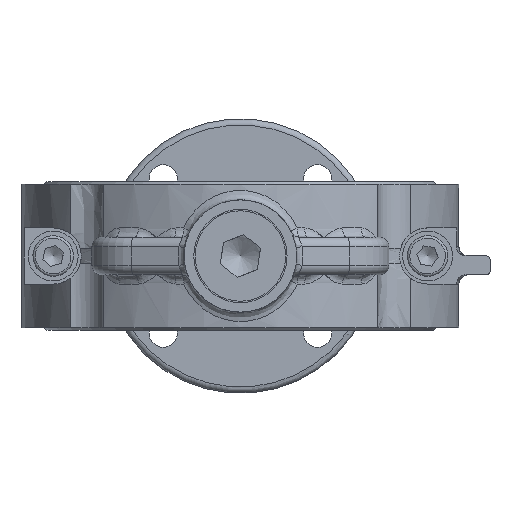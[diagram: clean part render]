
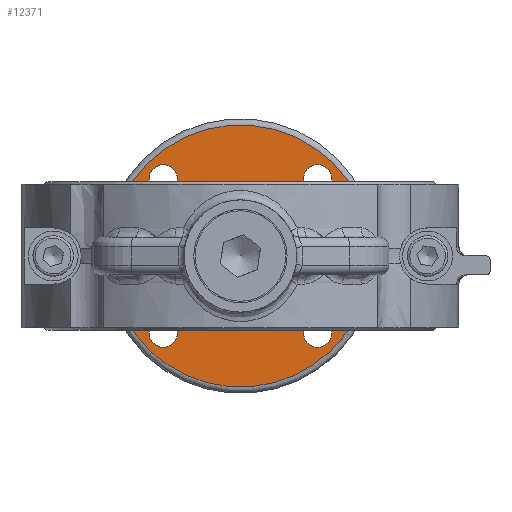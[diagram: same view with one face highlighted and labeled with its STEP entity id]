
A CAD part, front view. The second image highlights one B-rep face of the part: STEP entity #12371.
In plain terms, the highlighted planar face has unit normal (0, -1, 0).
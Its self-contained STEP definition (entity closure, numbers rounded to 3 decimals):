
#12018=CARTESIAN_POINT('',(-37.514,129.5,-18.887));
#12019=VERTEX_POINT('',#12018);
#12020=CARTESIAN_POINT('',(-38.069,129.5,-3.));
#12021=VERTEX_POINT('',#12020);
#12022=CARTESIAN_POINT('',(-37.514,129.5,-18.887));
#12023=DIRECTION('',(-0.035,0.0,0.999));
#12024=VECTOR('',#12023,15.896);
#12025=LINE('',#12022,#12024);
#12026=EDGE_CURVE('',#12019,#12021,#12025,.T.);
#12070=CARTESIAN_POINT('',(37.514,129.5,-18.887));
#12071=VERTEX_POINT('',#12070);
#12072=CARTESIAN_POINT('',(0.,129.5,0.));
#12073=DIRECTION('',(0.0,1.0,0.0));
#12074=DIRECTION('',(0.0,0.0,-1.0));
#12075=AXIS2_PLACEMENT_3D('',#12072,#12073,#12074);
#12076=CIRCLE('',#12075,42.0);
#12077=EDGE_CURVE('',#12071,#12019,#12076,.T.);
#12114=CARTESIAN_POINT('',(38.069,129.5,-3.));
#12115=VERTEX_POINT('',#12114);
#12116=CARTESIAN_POINT('',(38.069,129.5,-3.));
#12117=DIRECTION('',(-0.035,0.0,-0.999));
#12118=VECTOR('',#12117,15.896);
#12119=LINE('',#12116,#12118);
#12120=EDGE_CURVE('',#12115,#12071,#12119,.T.);
#12228=CARTESIAN_POINT('',(0.,129.5,-1.101));
#12229=DIRECTION('',(0.0,1.0,0.0));
#12230=DIRECTION('',(0.0,0.0,1.0));
#12231=AXIS2_PLACEMENT_3D('',#12228,#12229,#12230);
#12232=PLANE('',#12231);
#12233=CARTESIAN_POINT('',(-41.893,129.5,-3.));
#12234=VERTEX_POINT('',#12233);
#12235=CARTESIAN_POINT('',(41.893,129.5,-3.));
#12236=VERTEX_POINT('',#12235);
#12237=CARTESIAN_POINT('',(0.,129.5,0.));
#12238=DIRECTION('',(0.0,1.0,0.0));
#12239=DIRECTION('',(0.0,0.0,1.0));
#12240=AXIS2_PLACEMENT_3D('',#12237,#12238,#12239);
#12241=CIRCLE('',#12240,42.0);
#12242=EDGE_CURVE('',#12234,#12236,#12241,.T.);
#12243=ORIENTED_EDGE('',*,*,#12242,.F.);
#12244=CARTESIAN_POINT('',(-38.069,129.5,-3.));
#12245=DIRECTION('',(-1.0,0.0,0.0));
#12246=VECTOR('',#12245,3.824);
#12247=LINE('',#12244,#12246);
#12248=EDGE_CURVE('',#12021,#12234,#12247,.T.);
#12249=ORIENTED_EDGE('',*,*,#12248,.F.);
#12250=ORIENTED_EDGE('',*,*,#12026,.F.);
#12251=ORIENTED_EDGE('',*,*,#12077,.F.);
#12252=ORIENTED_EDGE('',*,*,#12120,.F.);
#12253=CARTESIAN_POINT('',(41.893,129.5,-3.));
#12254=DIRECTION('',(-1.0,0.0,0.0));
#12255=VECTOR('',#12254,3.824);
#12256=LINE('',#12253,#12255);
#12257=EDGE_CURVE('',#12236,#12115,#12256,.T.);
#12258=ORIENTED_EDGE('',*,*,#12257,.F.);
#12259=EDGE_LOOP('',(#12243,#12249,#12250,#12251,#12252,#12258));
#12260=FACE_OUTER_BOUND('',#12259,.T.);
#12261=CARTESIAN_POINT('',(24.749,129.5,20.249));
#12262=VERTEX_POINT('',#12261);
#12263=CARTESIAN_POINT('',(24.749,129.5,24.749));
#12264=DIRECTION('',(0.0,1.0,0.0));
#12265=DIRECTION('',(0.0,0.0,1.0));
#12266=AXIS2_PLACEMENT_3D('',#12263,#12264,#12265);
#12267=CIRCLE('',#12266,4.5);
#12268=EDGE_CURVE('',#12262,#12262,#12267,.T.);
#12269=ORIENTED_EDGE('',*,*,#12268,.T.);
#12270=EDGE_LOOP('',(#12269));
#12271=FACE_BOUND('',#12270,.T.);
#12272=CARTESIAN_POINT('',(20.249,129.5,-24.749));
#12273=VERTEX_POINT('',#12272);
#12274=CARTESIAN_POINT('',(24.749,129.5,-24.749));
#12275=DIRECTION('',(0.0,1.0,0.0));
#12276=DIRECTION('',(1.0,0.0,0.0));
#12277=AXIS2_PLACEMENT_3D('',#12274,#12275,#12276);
#12278=CIRCLE('',#12277,4.5);
#12279=EDGE_CURVE('',#12273,#12273,#12278,.T.);
#12280=ORIENTED_EDGE('',*,*,#12279,.T.);
#12281=EDGE_LOOP('',(#12280));
#12282=FACE_BOUND('',#12281,.T.);
#12283=CARTESIAN_POINT('',(-24.749,129.5,-20.249));
#12284=VERTEX_POINT('',#12283);
#12285=CARTESIAN_POINT('',(-24.749,129.5,-24.749));
#12286=DIRECTION('',(0.0,1.0,0.0));
#12287=DIRECTION('',(0.0,0.0,-1.0));
#12288=AXIS2_PLACEMENT_3D('',#12285,#12286,#12287);
#12289=CIRCLE('',#12288,4.5);
#12290=EDGE_CURVE('',#12284,#12284,#12289,.T.);
#12291=ORIENTED_EDGE('',*,*,#12290,.T.);
#12292=EDGE_LOOP('',(#12291));
#12293=FACE_BOUND('',#12292,.T.);
#12294=CARTESIAN_POINT('',(-20.249,129.5,24.749));
#12295=VERTEX_POINT('',#12294);
#12296=CARTESIAN_POINT('',(-24.749,129.5,24.749));
#12297=DIRECTION('',(0.0,1.0,0.0));
#12298=DIRECTION('',(-1.0,0.0,0.0));
#12299=AXIS2_PLACEMENT_3D('',#12296,#12297,#12298);
#12300=CIRCLE('',#12299,4.5);
#12301=EDGE_CURVE('',#12295,#12295,#12300,.T.);
#12302=ORIENTED_EDGE('',*,*,#12301,.T.);
#12303=EDGE_LOOP('',(#12302));
#12304=FACE_BOUND('',#12303,.T.);
#12305=CARTESIAN_POINT('',(15.384,129.5,19.));
#12306=VERTEX_POINT('',#12305);
#12307=CARTESIAN_POINT('',(-15.384,129.5,19.));
#12308=VERTEX_POINT('',#12307);
#12309=CARTESIAN_POINT('',(15.384,129.5,19.));
#12310=DIRECTION('',(-1.0,0.0,0.0));
#12311=VECTOR('',#12310,30.768);
#12312=LINE('',#12309,#12311);
#12313=EDGE_CURVE('',#12306,#12308,#12312,.T.);
#12314=ORIENTED_EDGE('',*,*,#12313,.F.);
#12315=CARTESIAN_POINT('',(23.148,129.5,3.471));
#12316=VERTEX_POINT('',#12315);
#12317=CARTESIAN_POINT('',(23.148,129.5,3.471));
#12318=DIRECTION('',(-0.447,0.0,0.894));
#12319=VECTOR('',#12318,17.362);
#12320=LINE('',#12317,#12319);
#12321=EDGE_CURVE('',#12316,#12306,#12320,.T.);
#12322=ORIENTED_EDGE('',*,*,#12321,.F.);
#12323=CARTESIAN_POINT('',(23.148,129.5,-3.471));
#12324=VERTEX_POINT('',#12323);
#12325=CARTESIAN_POINT('',(23.148,129.5,-3.471));
#12326=DIRECTION('',(0.0,0.0,1.0));
#12327=VECTOR('',#12326,6.942);
#12328=LINE('',#12325,#12327);
#12329=EDGE_CURVE('',#12324,#12316,#12328,.T.);
#12330=ORIENTED_EDGE('',*,*,#12329,.F.);
#12331=CARTESIAN_POINT('',(15.384,129.5,-19.0));
#12332=VERTEX_POINT('',#12331);
#12333=CARTESIAN_POINT('',(15.384,129.5,-19.0));
#12334=DIRECTION('',(0.447,0.0,0.894));
#12335=VECTOR('',#12334,17.362);
#12336=LINE('',#12333,#12335);
#12337=EDGE_CURVE('',#12332,#12324,#12336,.T.);
#12338=ORIENTED_EDGE('',*,*,#12337,.F.);
#12339=CARTESIAN_POINT('',(-15.384,129.5,-19.0));
#12340=VERTEX_POINT('',#12339);
#12341=CARTESIAN_POINT('',(-15.384,129.5,-19.0));
#12342=DIRECTION('',(1.0,0.0,0.0));
#12343=VECTOR('',#12342,30.768);
#12344=LINE('',#12341,#12343);
#12345=EDGE_CURVE('',#12340,#12332,#12344,.T.);
#12346=ORIENTED_EDGE('',*,*,#12345,.F.);
#12347=CARTESIAN_POINT('',(-23.148,129.5,-3.471));
#12348=VERTEX_POINT('',#12347);
#12349=CARTESIAN_POINT('',(-23.148,129.5,-3.471));
#12350=DIRECTION('',(0.447,0.0,-0.894));
#12351=VECTOR('',#12350,17.362);
#12352=LINE('',#12349,#12351);
#12353=EDGE_CURVE('',#12348,#12340,#12352,.T.);
#12354=ORIENTED_EDGE('',*,*,#12353,.F.);
#12355=CARTESIAN_POINT('',(-23.148,129.5,3.471));
#12356=VERTEX_POINT('',#12355);
#12357=CARTESIAN_POINT('',(-23.148,129.5,3.471));
#12358=DIRECTION('',(0.0,0.0,-1.0));
#12359=VECTOR('',#12358,6.942);
#12360=LINE('',#12357,#12359);
#12361=EDGE_CURVE('',#12356,#12348,#12360,.T.);
#12362=ORIENTED_EDGE('',*,*,#12361,.F.);
#12363=CARTESIAN_POINT('',(-15.384,129.5,19.));
#12364=DIRECTION('',(-0.447,0.0,-0.894));
#12365=VECTOR('',#12364,17.362);
#12366=LINE('',#12363,#12365);
#12367=EDGE_CURVE('',#12308,#12356,#12366,.T.);
#12368=ORIENTED_EDGE('',*,*,#12367,.F.);
#12369=EDGE_LOOP('',(#12314,#12322,#12330,#12338,#12346,#12354,#12362,#12368));
#12370=FACE_BOUND('',#12369,.T.);
#12371=ADVANCED_FACE('',(#12260,#12271,#12282,#12293,#12304,#12370),#12232,.F.);
